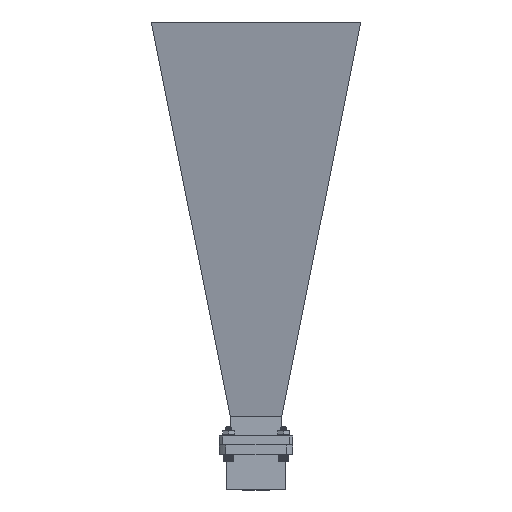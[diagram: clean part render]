
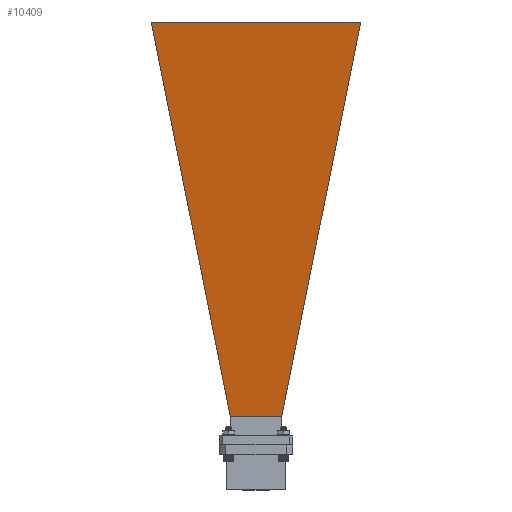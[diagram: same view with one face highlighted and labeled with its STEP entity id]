
A CAD part, front view. The second image highlights one B-rep face of the part: STEP entity #10409.
In plain terms, the highlighted face is planar.
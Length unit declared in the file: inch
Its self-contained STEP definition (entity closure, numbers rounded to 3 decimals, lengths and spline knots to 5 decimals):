
#526 = LINE ( 'NONE', #2810, #20503 ) ;
#1881 = AXIS2_PLACEMENT_3D ( 'NONE', #22758, #7323, #16990 ) ;
#2810 = CARTESIAN_POINT ( 'NONE',  ( -1.75229, 0., 10.6985 ) ) ;
#3097 = CARTESIAN_POINT ( 'NONE',  ( -0.31811, -0.56853, 1.95888 ) ) ;
#3262 = ORIENTED_EDGE ( 'NONE', *, *, #7245, .F. ) ;
#3296 = VERTEX_POINT ( 'NONE', #3097 ) ;
#3367 = ORIENTED_EDGE ( 'NONE', *, *, #9131, .T. ) ;
#4734 = LINE ( 'NONE', #9117, #20998 ) ;
#5254 = DIRECTION ( 'NONE',  ( 0., -1., 0. ) ) ;
#5858 = DIRECTION ( 'NONE',  ( 0., -1., 0. ) ) ;
#7237 = ORIENTED_EDGE ( 'NONE', *, *, #17020, .F. ) ;
#7245 = EDGE_CURVE ( 'NONE', #20906, #18768, #526, .T. ) ;
#7323 = DIRECTION ( 'NONE',  ( -0.987, 0., -0.162 ) ) ;
#7514 = CARTESIAN_POINT ( 'NONE',  ( -0.31811, 0.56853, 1.95888 ) ) ;
#7787 = CARTESIAN_POINT ( 'NONE',  ( -0.31811, 0., 1.95888 ) ) ;
#8544 = CARTESIAN_POINT ( 'NONE',  ( -1.75229, 2.32096, 10.6985 ) ) ;
#9117 = CARTESIAN_POINT ( 'NONE',  ( -1.75229, -2.32096, 10.6985 ) ) ;
#9131 = EDGE_CURVE ( 'NONE', #16966, #3296, #17336, .T. ) ;
#10238 = EDGE_LOOP ( 'NONE', ( #3367, #19335, #3262, #7237 ) ) ;
#10409 = ADVANCED_FACE ( 'NONE', ( #17110 ), #14917, .T. ) ;
#11078 = VECTOR ( 'NONE', #5858, 39.37008 ) ;
#13549 = DIRECTION ( 'NONE',  ( -0.159, 0.194, 0.968 ) ) ;
#13747 = EDGE_CURVE ( 'NONE', #18768, #3296, #4734, .T. ) ;
#14917 = PLANE ( 'NONE',  #1881 ) ;
#15365 = VECTOR ( 'NONE', #13549, 39.37008 ) ;
#16966 = VERTEX_POINT ( 'NONE', #7514 ) ;
#16990 = DIRECTION ( 'NONE',  ( -0.162, 0., 0.987 ) ) ;
#17020 = EDGE_CURVE ( 'NONE', #16966, #20906, #24885, .T. ) ;
#17110 = FACE_OUTER_BOUND ( 'NONE', #10238, .T. ) ;
#17336 = LINE ( 'NONE', #7787, #11078 ) ;
#18768 = VERTEX_POINT ( 'NONE', #18962 ) ;
#18962 = CARTESIAN_POINT ( 'NONE',  ( -1.75229, -2.32096, 10.6985 ) ) ;
#19036 = DIRECTION ( 'NONE',  ( 0.159, 0.194, -0.968 ) ) ;
#19335 = ORIENTED_EDGE ( 'NONE', *, *, #13747, .F. ) ;
#20503 = VECTOR ( 'NONE', #5254, 39.37008 ) ;
#20903 = CARTESIAN_POINT ( 'NONE',  ( -0.31811, 0.56853, 1.95888 ) ) ;
#20906 = VERTEX_POINT ( 'NONE', #8544 ) ;
#20998 = VECTOR ( 'NONE', #19036, 39.37008 ) ;
#22758 = CARTESIAN_POINT ( 'NONE',  ( -1.03285, 0., 6.31438 ) ) ;
#24885 = LINE ( 'NONE', #20903, #15365 ) ;
